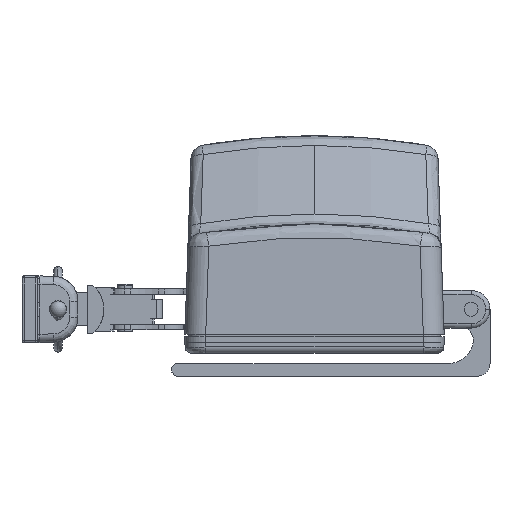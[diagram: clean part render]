
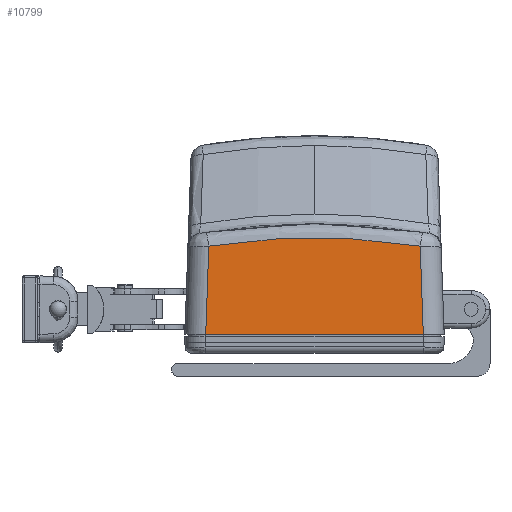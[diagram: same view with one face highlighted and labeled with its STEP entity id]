
A CAD part, left-side view. The second image highlights one B-rep face of the part: STEP entity #10799.
In plain terms, the highlighted planar face has unit normal (-0.999, 0, 0.035).
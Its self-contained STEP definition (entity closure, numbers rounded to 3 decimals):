
#10777 = EDGE_CURVE ( 'NONE', #10794, #10793, #37096, .T. ) ;
#10778 = ORIENTED_EDGE ( 'NONE', *, *, #10789, .T. ) ;
#10787 = ORIENTED_EDGE ( 'NONE', *, *, #10796, .T. ) ;
#10789 = EDGE_CURVE ( 'NONE', #10793, #10807, #37158, .T. ) ;
#10791 = ORIENTED_EDGE ( 'NONE', *, *, #10777, .T. ) ;
#10793 = VERTEX_POINT ( 'NONE', #37161 ) ;
#10794 = VERTEX_POINT ( 'NONE', #37160 ) ;
#10796 = EDGE_CURVE ( 'NONE', #10952, #10794, #36932, .T. ) ;
#10799 = ADVANCED_FACE ( 'NONE', ( #37027 ), #37032, .T. ) ;
#10800 = EDGE_LOOP ( 'NONE', ( #10801, #10787, #10791, #10778 ) ) ;
#10801 = ORIENTED_EDGE ( 'NONE', *, *, #10947, .F. ) ;
#10807 = VERTEX_POINT ( 'NONE', #37274 ) ;
#10947 = EDGE_CURVE ( 'NONE', #10952, #10807, #37640, .T. ) ;
#10952 = VERTEX_POINT ( 'NONE', #37457 ) ;
#36921 = DIRECTION ( 'NONE',  ( 0.035, 0., 0.999 ) ) ;
#36922 = DIRECTION ( 'NONE',  ( -0.999, 0., 0.035 ) ) ;
#36928 = DIRECTION ( 'NONE',  ( 0.035, 0.035, 0.999 ) ) ;
#36930 = VECTOR ( 'NONE', #36928, 1000. ) ;
#36931 = CARTESIAN_POINT ( 'NONE',  ( -208.93, -26.033, 1.993 ) ) ;
#36932 = LINE ( 'NONE', #36931, #36930 ) ;
#36934 = CARTESIAN_POINT ( 'NONE',  ( -209., 31.1, 0. ) ) ;
#36935 = AXIS2_PLACEMENT_3D ( 'NONE', #36934, #36922, #36921 ) ;
#37027 = FACE_OUTER_BOUND ( 'NONE', #10800, .T. ) ;
#37032 = PLANE ( 'NONE',  #36935 ) ;
#37096 =( BOUNDED_CURVE ( )  B_SPLINE_CURVE ( 3, ( #37172, #37170, #37168, #37167 ),
 .UNSPECIFIED., .F., .T. ) 
 B_SPLINE_CURVE_WITH_KNOTS ( ( 4, 4 ),
 ( 2.982, 3.301 ),
 .UNSPECIFIED. ) 
 CURVE ( )  GEOMETRIC_REPRESENTATION_ITEM ( )  RATIONAL_B_SPLINE_CURVE ( ( 1., 0.992, 0.992, 1. ) ) 
 REPRESENTATION_ITEM ( '' )  );
#37155 = DIRECTION ( 'NONE',  ( -0.035, 0.035, -0.999 ) ) ;
#37156 = VECTOR ( 'NONE', #37155, 1000. ) ;
#37157 = CARTESIAN_POINT ( 'NONE',  ( -209.006, 26.109, -0.174 ) ) ;
#37158 = LINE ( 'NONE', #37157, #37156 ) ;
#37160 = CARTESIAN_POINT ( 'NONE',  ( -208.193, -25.296, 23.1 ) ) ;
#37161 = CARTESIAN_POINT ( 'NONE',  ( -208.193, 25.296, 23.1 ) ) ;
#37167 = CARTESIAN_POINT ( 'NONE',  ( -208.193, 25.296, 23.1 ) ) ;
#37168 = CARTESIAN_POINT ( 'NONE',  ( -208.099, 8.504, 25.802 ) ) ;
#37170 = CARTESIAN_POINT ( 'NONE',  ( -208.099, -8.504, 25.802 ) ) ;
#37172 = CARTESIAN_POINT ( 'NONE',  ( -208.193, -25.296, 23.1 ) ) ;
#37274 = CARTESIAN_POINT ( 'NONE',  ( -208.93, 26.033, 2. ) ) ;
#37457 = CARTESIAN_POINT ( 'NONE',  ( -208.93, -26.033, 2. ) ) ;
#37458 = DIRECTION ( 'NONE',  ( 0., 1., 0. ) ) ;
#37459 = VECTOR ( 'NONE', #37458, 1000. ) ;
#37461 = CARTESIAN_POINT ( 'NONE',  ( -208.93, 31.1, 2. ) ) ;
#37640 = LINE ( 'NONE', #37461, #37459 ) ;
